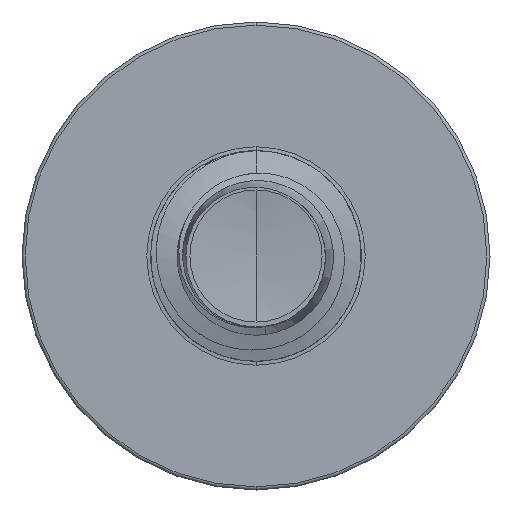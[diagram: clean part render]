
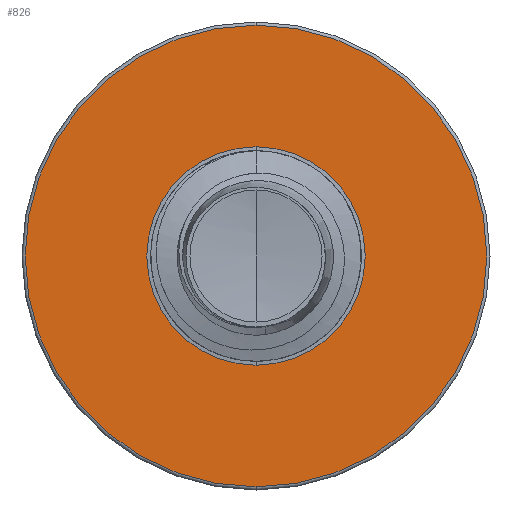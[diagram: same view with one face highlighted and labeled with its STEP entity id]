
A CAD part, front view. The second image highlights one B-rep face of the part: STEP entity #826.
In plain terms, the highlighted planar face has unit normal (0, -1, 0).
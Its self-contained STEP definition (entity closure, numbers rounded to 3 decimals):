
#288 = CARTESIAN_POINT ( 'NONE',  ( 0., 2.5, -0.933 ) ) ;
#591 = VERTEX_POINT ( 'NONE', #10359 ) ;
#779 = AXIS2_PLACEMENT_3D ( 'NONE', #3370, #10245, #4545 ) ;
#782 = AXIS2_PLACEMENT_3D ( 'NONE', #12525, #7631, #858 ) ;
#826 = ADVANCED_FACE ( 'NONE', ( #4585, #9506 ), #1919, .F. ) ;
#858 = DIRECTION ( 'NONE',  ( 0., 0., 1. ) ) ;
#1352 = DIRECTION ( 'NONE',  ( 0., 1., 0. ) ) ;
#1919 = PLANE ( 'NONE',  #8208 ) ;
#2252 = AXIS2_PLACEMENT_3D ( 'NONE', #5512, #5204, #5464 ) ;
#3370 = CARTESIAN_POINT ( 'NONE',  ( 0., 2.5, 0. ) ) ;
#3439 = DIRECTION ( 'NONE',  ( 0., 0., 1. ) ) ;
#3750 = CARTESIAN_POINT ( 'NONE',  ( 0., 2.5, -0.933 ) ) ;
#3766 = AXIS2_PLACEMENT_3D ( 'NONE', #4753, #11139, #5917 ) ;
#4545 = DIRECTION ( 'NONE',  ( 0., 0., 1. ) ) ;
#4585 = FACE_OUTER_BOUND ( 'NONE', #12277, .T. ) ;
#4634 = VERTEX_POINT ( 'NONE', #10934 ) ;
#4725 = CIRCLE ( 'NONE', #3766, 0.933 ) ;
#4738 = ORIENTED_EDGE ( 'NONE', *, *, #8661, .F. ) ;
#4753 = CARTESIAN_POINT ( 'NONE',  ( 0., 2.5, 0. ) ) ;
#5204 = DIRECTION ( 'NONE',  ( 0., 1., 0. ) ) ;
#5453 = CIRCLE ( 'NONE', #779, 1.973 ) ;
#5464 = DIRECTION ( 'NONE',  ( 0., 0., 1. ) ) ;
#5512 = CARTESIAN_POINT ( 'NONE',  ( 0., 2.5, 0. ) ) ;
#5917 = DIRECTION ( 'NONE',  ( 0., 0., 1. ) ) ;
#6371 = VERTEX_POINT ( 'NONE', #288 ) ;
#6471 = ORIENTED_EDGE ( 'NONE', *, *, #10722, .F. ) ;
#6824 = ORIENTED_EDGE ( 'NONE', *, *, #10703, .T. ) ;
#7199 = ORIENTED_EDGE ( 'NONE', *, *, #10842, .T. ) ;
#7296 = CARTESIAN_POINT ( 'NONE',  ( 0., 2.5, 1.973 ) ) ;
#7631 = DIRECTION ( 'NONE',  ( 0., 1., 0. ) ) ;
#7860 = EDGE_LOOP ( 'NONE', ( #6824, #7199 ) ) ;
#8208 = AXIS2_PLACEMENT_3D ( 'NONE', #3750, #1352, #3439 ) ;
#8661 = EDGE_CURVE ( 'NONE', #11195, #591, #8822, .T. ) ;
#8822 = CIRCLE ( 'NONE', #2252, 1.973 ) ;
#9506 = FACE_BOUND ( 'NONE', #7860, .T. ) ;
#10245 = DIRECTION ( 'NONE',  ( 0., 1., 0. ) ) ;
#10320 = CIRCLE ( 'NONE', #782, 0.933 ) ;
#10359 = CARTESIAN_POINT ( 'NONE',  ( 0., 2.5, -1.973 ) ) ;
#10703 = EDGE_CURVE ( 'NONE', #4634, #6371, #10320, .T. ) ;
#10722 = EDGE_CURVE ( 'NONE', #591, #11195, #5453, .T. ) ;
#10842 = EDGE_CURVE ( 'NONE', #6371, #4634, #4725, .T. ) ;
#10934 = CARTESIAN_POINT ( 'NONE',  ( 0., 2.5, 0.933 ) ) ;
#11139 = DIRECTION ( 'NONE',  ( 0., 1., 0. ) ) ;
#11195 = VERTEX_POINT ( 'NONE', #7296 ) ;
#12277 = EDGE_LOOP ( 'NONE', ( #4738, #6471 ) ) ;
#12525 = CARTESIAN_POINT ( 'NONE',  ( 0., 2.5, 0. ) ) ;
